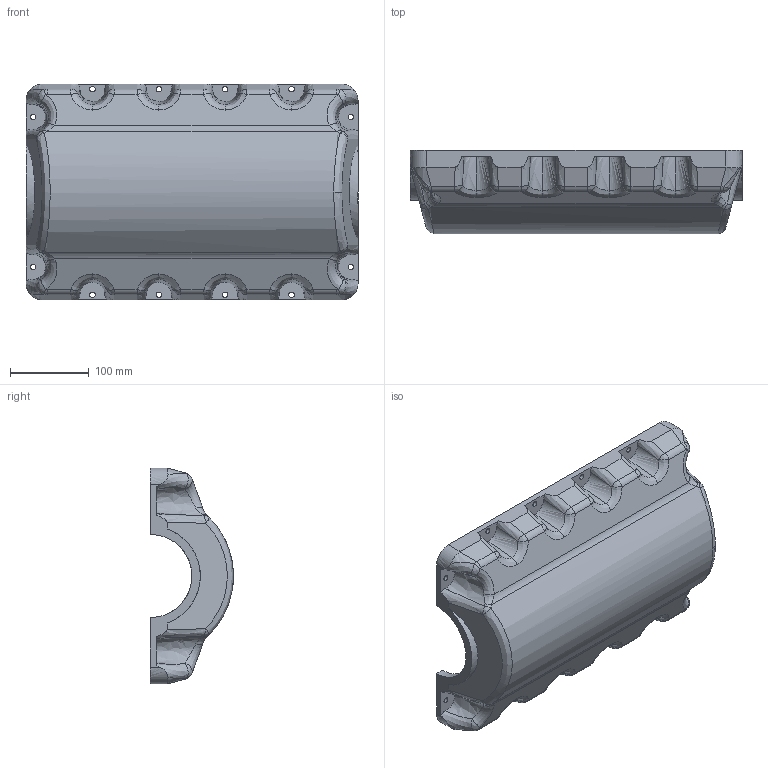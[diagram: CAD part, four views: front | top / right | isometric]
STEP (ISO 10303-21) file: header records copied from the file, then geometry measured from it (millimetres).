
FILE_DESCRIPTION(('FreeCAD Model'),'2;1');
FILE_NAME('Open CASCADE Shape Model','2025-05-02T16:20:00',('FreeCAD'),( 'FreeCAD'),'Open CASCADE STEP processor 7.6','FreeCAD','Unknown');
FILE_SCHEMA(('AUTOMOTIVE_DESIGN { 1 0 10303 214 1 1 1 1 }'));
Length unit declared in the file: millimetre
Products named in the file (1): Open CASCADE STEP translator 7.6 1
Bounding box: 420.86 x 105.21 x 273.56 mm (x, y, z)
Volume: 1959576 mm3; surface area: 385854.8 mm2
Topology: 1 solids, 1 shells, 386 faces, 908 edges, 524 vertices
Faces by surface type: bspline 386
Entity records: 15880 total; most frequent: CARTESIAN_POINT 10911, ORIENTED_EDGE 1816, EDGE_CURVE 908, VERTEX_POINT 524, B_SPLINE_CURVE_WITH_KNOTS 438, FACE_BOUND 410, EDGE_LOOP 410, ADVANCED_FACE 386
